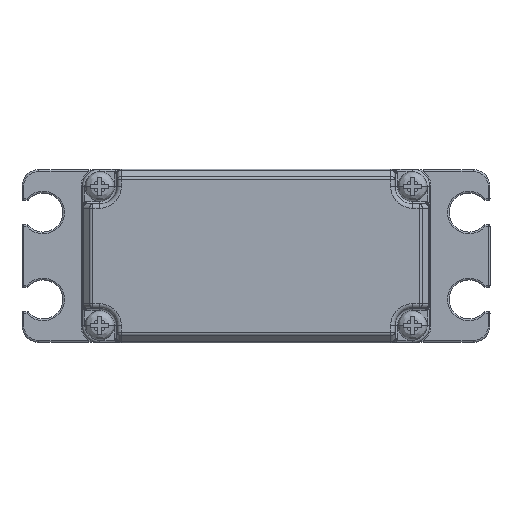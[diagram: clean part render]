
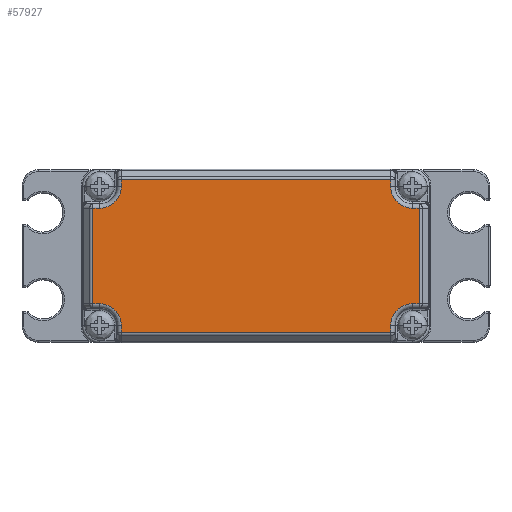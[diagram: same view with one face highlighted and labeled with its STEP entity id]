
A CAD part, front view. The second image highlights one B-rep face of the part: STEP entity #57927.
In plain terms, the highlighted planar face has unit normal (0, -1, 0).
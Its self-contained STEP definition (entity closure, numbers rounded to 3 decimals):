
#45043=DIRECTION('',(-1.,0.,0.004));
#45044=VECTOR('',#45043,0.783);
#45045=CARTESIAN_POINT('',(-18.01,-2.9,5.5));
#45046=LINE('',#45045,#45044);
#45050=CARTESIAN_POINT('',(-18.,-2.9,8.));
#45051=DIRECTION('',(0.,1.,0.));
#45052=DIRECTION('',(1.,0.,0.));
#45053=AXIS2_PLACEMENT_3D('',#45050,#45051,#45052);
#45058=DIRECTION('',(0.,0.,-1.));
#45059=VECTOR('',#45058,0.793);
#45060=CARTESIAN_POINT('',(-15.5,-2.9,8.793));
#45061=LINE('',#45060,#45059);
#45065=DIRECTION('',(-1.,0.,0.));
#45066=VECTOR('',#45065,31.);
#45067=CARTESIAN_POINT('',(15.5,-2.9,8.793));
#45068=LINE('',#45067,#45066);
#45072=DIRECTION('',(0.,0.,1.));
#45073=VECTOR('',#45072,0.793);
#45074=CARTESIAN_POINT('',(15.5,-2.9,8.));
#45075=LINE('',#45074,#45073);
#45079=CARTESIAN_POINT('',(18.,-2.9,8.));
#45080=DIRECTION('',(0.,1.,0.));
#45081=DIRECTION('',(0.004,0.,-1.));
#45082=AXIS2_PLACEMENT_3D('',#45079,#45080,#45081);
#45087=DIRECTION('',(-1.,0.,-0.004));
#45088=VECTOR('',#45087,0.783);
#45089=CARTESIAN_POINT('',(18.793,-2.9,5.503));
#45090=LINE('',#45089,#45088);
#45094=DIRECTION('',(0.,0.,1.));
#45095=VECTOR('',#45094,11.007);
#45096=CARTESIAN_POINT('',(18.793,-2.9,-5.503));
#45097=LINE('',#45096,#45095);
#45101=DIRECTION('',(1.,0.,-0.004));
#45102=VECTOR('',#45101,0.783);
#45103=CARTESIAN_POINT('',(18.01,-2.9,-5.5));
#45104=LINE('',#45103,#45102);
#45108=CARTESIAN_POINT('',(18.,-2.9,-8.));
#45109=DIRECTION('',(0.,1.,0.));
#45110=DIRECTION('',(-1.,0.,0.));
#45111=AXIS2_PLACEMENT_3D('',#45108,#45109,#45110);
#45116=DIRECTION('',(0.,0.,1.));
#45117=VECTOR('',#45116,0.793);
#45118=CARTESIAN_POINT('',(15.5,-2.9,-8.793));
#45119=LINE('',#45118,#45117);
#45123=DIRECTION('',(1.,0.,0.));
#45124=VECTOR('',#45123,31.);
#45125=CARTESIAN_POINT('',(-15.5,-2.9,-8.793));
#45126=LINE('',#45125,#45124);
#45130=DIRECTION('',(0.,0.,-1.));
#45131=VECTOR('',#45130,0.793);
#45132=CARTESIAN_POINT('',(-15.5,-2.9,-8.));
#45133=LINE('',#45132,#45131);
#45137=CARTESIAN_POINT('',(-18.,-2.9,-8.));
#45138=DIRECTION('',(0.,1.,0.));
#45139=DIRECTION('',(-0.004,0.,1.));
#45140=AXIS2_PLACEMENT_3D('',#45137,#45138,#45139);
#45145=DIRECTION('',(1.,0.,0.004));
#45146=VECTOR('',#45145,0.783);
#45147=CARTESIAN_POINT('',(-18.793,-2.9,-5.503));
#45148=LINE('',#45147,#45146);
#45152=DIRECTION('',(0.,0.,-1.));
#45153=VECTOR('',#45152,11.007);
#45154=CARTESIAN_POINT('',(-18.793,-2.9,5.503));
#45155=LINE('',#45154,#45153);
#54841=CARTESIAN_POINT('',(-18.793,-2.9,5.503));
#54842=VERTEX_POINT('',#54841);
#54843=CARTESIAN_POINT('',(-18.01,-2.9,5.5));
#54844=VERTEX_POINT('',#54843);
#54849=CARTESIAN_POINT('',(-15.5,-2.9,8.));
#54850=VERTEX_POINT('',#54849);
#54853=CARTESIAN_POINT('',(-15.5,-2.9,8.793));
#54854=VERTEX_POINT('',#54853);
#54869=CARTESIAN_POINT('',(-15.5,-2.9,-8.793));
#54870=VERTEX_POINT('',#54869);
#54871=CARTESIAN_POINT('',(-15.5,-2.9,-8.));
#54872=VERTEX_POINT('',#54871);
#54877=CARTESIAN_POINT('',(-18.01,-2.9,-5.5));
#54878=VERTEX_POINT('',#54877);
#54881=CARTESIAN_POINT('',(-18.793,-2.9,-5.503));
#54882=VERTEX_POINT('',#54881);
#54897=CARTESIAN_POINT('',(18.793,-2.9,-5.503));
#54898=VERTEX_POINT('',#54897);
#54899=CARTESIAN_POINT('',(18.01,-2.9,-5.5));
#54900=VERTEX_POINT('',#54899);
#54905=CARTESIAN_POINT('',(15.5,-2.9,-8.));
#54906=VERTEX_POINT('',#54905);
#54909=CARTESIAN_POINT('',(15.5,-2.9,-8.793));
#54910=VERTEX_POINT('',#54909);
#54925=CARTESIAN_POINT('',(15.5,-2.9,8.793));
#54926=VERTEX_POINT('',#54925);
#54927=CARTESIAN_POINT('',(15.5,-2.9,8.));
#54928=VERTEX_POINT('',#54927);
#54933=CARTESIAN_POINT('',(18.01,-2.9,5.5));
#54934=VERTEX_POINT('',#54933);
#54937=CARTESIAN_POINT('',(18.793,-2.9,5.503));
#54938=VERTEX_POINT('',#54937);
#57890=CARTESIAN_POINT('',(0.,-2.9,0.));
#57891=DIRECTION('',(0.,1.,0.));
#57892=DIRECTION('',(1.,0.,0.));
#57893=AXIS2_PLACEMENT_3D('',#57890,#57891,#57892);
#57894=PLANE('',#57893);
#57895=ORIENTED_EDGE('',*,*,#57881,.F.);
#57897=ORIENTED_EDGE('',*,*,#57896,.F.);
#57899=ORIENTED_EDGE('',*,*,#57898,.F.);
#57901=ORIENTED_EDGE('',*,*,#57900,.F.);
#57903=ORIENTED_EDGE('',*,*,#57902,.F.);
#57905=ORIENTED_EDGE('',*,*,#57904,.F.);
#57907=ORIENTED_EDGE('',*,*,#57906,.F.);
#57909=ORIENTED_EDGE('',*,*,#57908,.F.);
#57911=ORIENTED_EDGE('',*,*,#57910,.F.);
#57913=ORIENTED_EDGE('',*,*,#57912,.F.);
#57915=ORIENTED_EDGE('',*,*,#57914,.F.);
#57917=ORIENTED_EDGE('',*,*,#57916,.F.);
#57919=ORIENTED_EDGE('',*,*,#57918,.F.);
#57921=ORIENTED_EDGE('',*,*,#57920,.F.);
#57923=ORIENTED_EDGE('',*,*,#57922,.F.);
#57924=ORIENTED_EDGE('',*,*,#57856,.F.);
#57925=EDGE_LOOP('',(#57895,#57897,#57899,#57901,#57903,#57905,#57907,#57909,
#57911,#57913,#57915,#57917,#57919,#57921,#57923,#57924));
#57926=FACE_OUTER_BOUND('',#57925,.F.);
#57927=ADVANCED_FACE('',(#57926),#57894,.F.);
#45054=CIRCLE('',#45053,2.5);
#45083=CIRCLE('',#45082,2.5);
#45112=CIRCLE('',#45111,2.5);
#45141=CIRCLE('',#45140,2.5);
#57856=EDGE_CURVE('',#54842,#54882,#45155,.T.);
#57881=EDGE_CURVE('',#54844,#54842,#45046,.T.);
#57896=EDGE_CURVE('',#54850,#54844,#45054,.T.);
#57898=EDGE_CURVE('',#54854,#54850,#45061,.T.);
#57900=EDGE_CURVE('',#54926,#54854,#45068,.T.);
#57902=EDGE_CURVE('',#54928,#54926,#45075,.T.);
#57904=EDGE_CURVE('',#54934,#54928,#45083,.T.);
#57906=EDGE_CURVE('',#54938,#54934,#45090,.T.);
#57908=EDGE_CURVE('',#54898,#54938,#45097,.T.);
#57910=EDGE_CURVE('',#54900,#54898,#45104,.T.);
#57912=EDGE_CURVE('',#54906,#54900,#45112,.T.);
#57914=EDGE_CURVE('',#54910,#54906,#45119,.T.);
#57916=EDGE_CURVE('',#54870,#54910,#45126,.T.);
#57918=EDGE_CURVE('',#54872,#54870,#45133,.T.);
#57920=EDGE_CURVE('',#54878,#54872,#45141,.T.);
#57922=EDGE_CURVE('',#54882,#54878,#45148,.T.);
